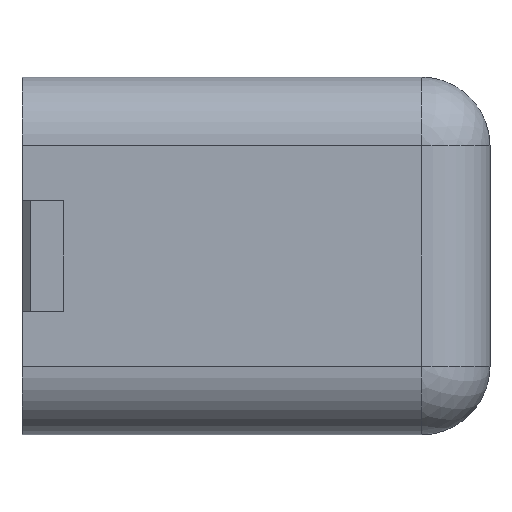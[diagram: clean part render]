
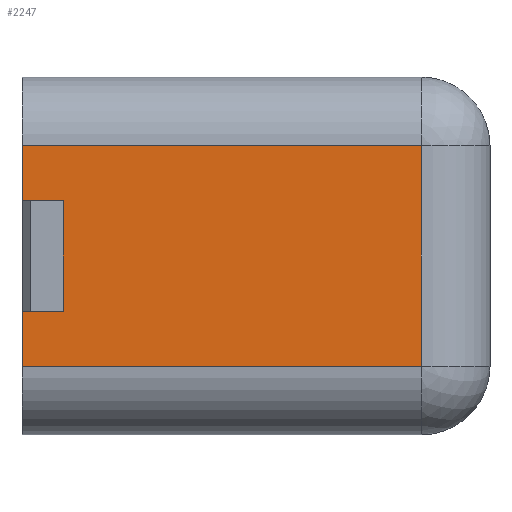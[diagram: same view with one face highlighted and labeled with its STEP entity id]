
A CAD part, left-side view. The second image highlights one B-rep face of the part: STEP entity #2247.
In plain terms, the highlighted planar face has unit normal (-1, 0, 0).
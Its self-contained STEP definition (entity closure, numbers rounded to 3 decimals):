
#262=FACE_OUTER_BOUND('',#401,.T.);
#401=EDGE_LOOP('',(#1992,#1993,#1994,#1995,#1996,#1997,#1998,#1999));
#502=LINE('',#3118,#744);
#628=LINE('',#3769,#870);
#630=LINE('',#3773,#872);
#633=LINE('',#3802,#875);
#635=LINE('',#3808,#877);
#640=LINE('',#3823,#882);
#644=LINE('',#3832,#886);
#645=LINE('',#3833,#887);
#744=VECTOR('',#2592,10.);
#870=VECTOR('',#2802,10.);
#872=VECTOR('',#2806,10.);
#875=VECTOR('',#2845,10.);
#877=VECTOR('',#2851,10.);
#882=VECTOR('',#2868,10.);
#886=VECTOR('',#2878,10.);
#887=VECTOR('',#2879,10.);
#961=VERTEX_POINT('',#3115);
#962=VERTEX_POINT('',#3117);
#1077=VERTEX_POINT('',#3768);
#1078=VERTEX_POINT('',#3772);
#1081=VERTEX_POINT('',#3782);
#1086=VERTEX_POINT('',#3795);
#1087=VERTEX_POINT('',#3804);
#1092=VERTEX_POINT('',#3821);
#1199=EDGE_CURVE('',#962,#961,#502,.T.);
#1372=EDGE_CURVE('',#1077,#962,#628,.T.);
#1374=EDGE_CURVE('',#1078,#1077,#630,.T.);
#1389=EDGE_CURVE('',#1081,#1086,#633,.T.);
#1392=EDGE_CURVE('',#1086,#1087,#635,.T.);
#1399=EDGE_CURVE('',#1092,#1081,#640,.T.);
#1404=EDGE_CURVE('',#1087,#961,#644,.T.);
#1405=EDGE_CURVE('',#1078,#1092,#645,.T.);
#1992=ORIENTED_EDGE('',*,*,#1199,.T.);
#1993=ORIENTED_EDGE('',*,*,#1404,.F.);
#1994=ORIENTED_EDGE('',*,*,#1392,.F.);
#1995=ORIENTED_EDGE('',*,*,#1389,.F.);
#1996=ORIENTED_EDGE('',*,*,#1399,.F.);
#1997=ORIENTED_EDGE('',*,*,#1405,.F.);
#1998=ORIENTED_EDGE('',*,*,#1374,.T.);
#1999=ORIENTED_EDGE('',*,*,#1372,.T.);
#2121=PLANE('',#2390);
#2247=ADVANCED_FACE('',(#262),#2121,.T.);
#2390=AXIS2_PLACEMENT_3D('',#3831,#2876,#2877);
#2592=DIRECTION('',(0.,1.,0.));
#2802=DIRECTION('',(0.,0.,-1.));
#2806=DIRECTION('',(0.,-1.,0.));
#2845=DIRECTION('',(0.,0.,-1.));
#2851=DIRECTION('',(0.,1.,0.));
#2868=DIRECTION('',(0.,-1.,0.));
#2876=DIRECTION('center_axis',(-1.,0.,0.));
#2877=DIRECTION('ref_axis',(0.,0.,1.));
#2878=DIRECTION('',(0.,0.,1.));
#2879=DIRECTION('',(0.,0.,1.));
#3115=CARTESIAN_POINT('',(-13.,34.,-4.));
#3117=CARTESIAN_POINT('',(-13.,31.,-4.));
#3118=CARTESIAN_POINT('',(-13.,17.,-4.));
#3768=CARTESIAN_POINT('',(-13.,31.,4.));
#3769=CARTESIAN_POINT('',(-13.,31.,-6.5));
#3772=CARTESIAN_POINT('',(-13.,34.,4.));
#3773=CARTESIAN_POINT('',(-13.,17.,4.));
#3782=CARTESIAN_POINT('',(-13.,5.,8.));
#3795=CARTESIAN_POINT('',(-13.,5.,-8.));
#3802=CARTESIAN_POINT('',(-13.,5.,-6.5));
#3804=CARTESIAN_POINT('',(-13.,34.,-8.));
#3808=CARTESIAN_POINT('',(-13.,0.,-8.));
#3821=CARTESIAN_POINT('',(-13.,34.,8.));
#3823=CARTESIAN_POINT('',(-13.,0.,8.));
#3831=CARTESIAN_POINT('Origin',(-13.,0.,-13.));
#3832=CARTESIAN_POINT('',(-13.,34.,-13.));
#3833=CARTESIAN_POINT('',(-13.,34.,-13.));
